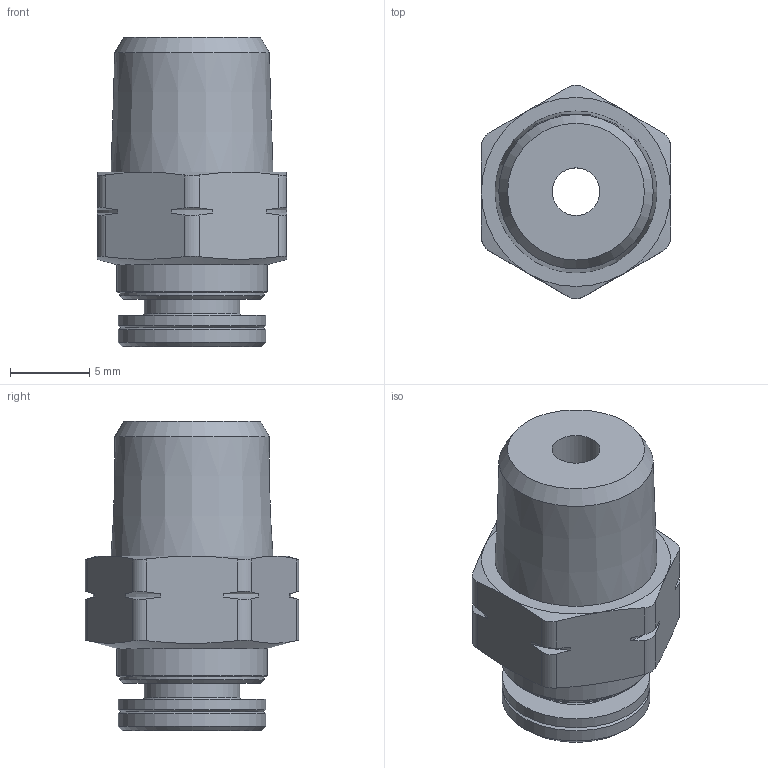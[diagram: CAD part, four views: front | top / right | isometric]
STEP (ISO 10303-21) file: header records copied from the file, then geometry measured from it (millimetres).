
FILE_DESCRIPTION(/* description */ ('STEP AP214'),/* implementation_level */ '2;1');
FILE_NAME(/* name */ '565318_CRQS-1_8-5_32-U',/* time_stamp */ '2024-08-08T20:11:43+02:00',/* author */ ('License CC BY-ND 4.0'),/* organization */ ('CADENAS'),/* preprocessor_version */ 'ST-DEVELOPER v19.3',/* originating_system */ 'PARTsolutions',/* authorisation */ ' ');
FILE_SCHEMA (('AUTOMOTIVE_DESIGN {1 0 10303 214 3 1 1}'));
Length unit declared in the file: millimetre
Products named in the file (1): 565318 CRQS-1/8-5/32-U
Bounding box: 11.91 x 13.44 x 19.5 mm (x, y, z)
Volume: 1448.7 mm3; surface area: 1143.8 mm2
Topology: 1 solids, 1 shells, 73 faces, 179 edges, 114 vertices
Faces by surface type: cone 27, cylinder 25, plane 20, torus 1
Full cylindrical faces by diameter (mm): 3 x1, 4 x1, 6 x1, 9.1 x1, 9.3 x2, 9.5 x1
Entity records: 2134 total; most frequent: CARTESIAN_POINT 548, ORIENTED_EDGE 322, DIRECTION 284, EDGE_CURVE 161, AXIS2_PLACEMENT_3D 115, VERTEX_POINT 113, EDGE_LOOP 98, FACE_BOUND 98
